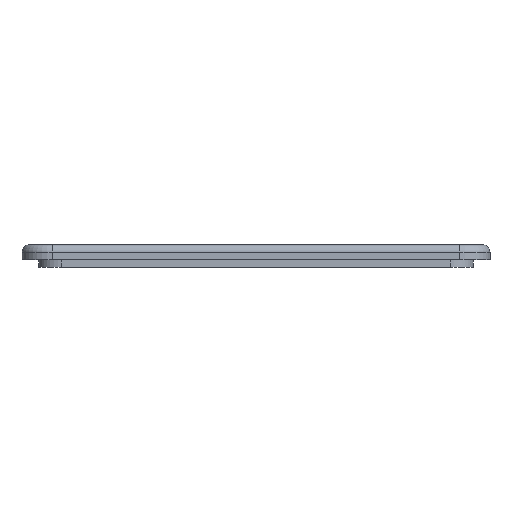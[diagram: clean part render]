
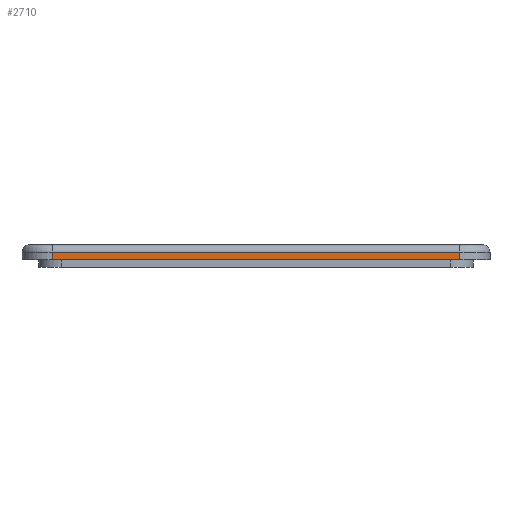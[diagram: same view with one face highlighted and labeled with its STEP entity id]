
A CAD part, front view. The second image highlights one B-rep face of the part: STEP entity #2710.
In plain terms, the highlighted planar face has unit normal (0, -1, 0).
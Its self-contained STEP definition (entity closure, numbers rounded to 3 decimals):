
#102 = PLANE('',#103);
#103 = AXIS2_PLACEMENT_3D('',#104,#105,#106);
#104 = CARTESIAN_POINT('',(31.,56.,-2.));
#105 = DIRECTION('',(0.,0.,1.));
#106 = DIRECTION('',(1.,0.,0.));
#293 = CYLINDRICAL_SURFACE('',#294,4.);
#294 = AXIS2_PLACEMENT_3D('',#295,#296,#297);
#295 = CARTESIAN_POINT('',(58.,4.,0.));
#296 = DIRECTION('',(0.,0.,1.));
#297 = DIRECTION('',(1.,0.,0.));
#311 = VERTEX_POINT('',#312);
#312 = CARTESIAN_POINT('',(4.,0.,-2.));
#327 = CYLINDRICAL_SURFACE('',#328,4.);
#328 = AXIS2_PLACEMENT_3D('',#329,#330,#331);
#329 = CARTESIAN_POINT('',(4.,4.,0.));
#330 = DIRECTION('',(0.,0.,1.));
#331 = DIRECTION('',(1.,0.,0.));
#420 = VERTEX_POINT('',#421);
#421 = CARTESIAN_POINT('',(58.,0.,-2.));
#443 = EDGE_CURVE('',#420,#311,#444,.T.);
#444 = SURFACE_CURVE('',#445,(#449,#456),.PCURVE_S1.);
#445 = LINE('',#446,#447);
#446 = CARTESIAN_POINT('',(61.5,0.,-2.));
#447 = VECTOR('',#448,1.);
#448 = DIRECTION('',(-1.,0.,0.));
#449 = PCURVE('',#102,#450);
#450 = DEFINITIONAL_REPRESENTATION('',(#451),#455);
#451 = LINE('',#452,#453);
#452 = CARTESIAN_POINT('',(30.5,-56.));
#453 = VECTOR('',#454,1.);
#454 = DIRECTION('',(-1.,0.));
#455 = ( GEOMETRIC_REPRESENTATION_CONTEXT(2) 
PARAMETRIC_REPRESENTATION_CONTEXT() REPRESENTATION_CONTEXT('2D SPACE',''
  ) );
#456 = PCURVE('',#457,#462);
#457 = PLANE('',#458);
#458 = AXIS2_PLACEMENT_3D('',#459,#460,#461);
#459 = CARTESIAN_POINT('',(58.,0.,0.));
#460 = DIRECTION('',(0.,1.,0.));
#461 = DIRECTION('',(-1.,0.,0.));
#462 = DEFINITIONAL_REPRESENTATION('',(#463),#467);
#463 = LINE('',#464,#465);
#464 = CARTESIAN_POINT('',(-3.5,-2.));
#465 = VECTOR('',#466,1.);
#466 = DIRECTION('',(1.,0.));
#467 = ( GEOMETRIC_REPRESENTATION_CONTEXT(2) 
PARAMETRIC_REPRESENTATION_CONTEXT() REPRESENTATION_CONTEXT('2D SPACE',''
  ) );
#911 = CYLINDRICAL_SURFACE('',#912,0.999);
#912 = AXIS2_PLACEMENT_3D('',#913,#914,#915);
#913 = CARTESIAN_POINT('',(58.,0.999,-0.999));
#914 = DIRECTION('',(-1.,0.,0.));
#915 = DIRECTION('',(0.,-1.,0.));
#2593 = VERTEX_POINT('',#2594);
#2594 = CARTESIAN_POINT('',(58.,0.,-0.999));
#2618 = EDGE_CURVE('',#2593,#420,#2619,.T.);
#2619 = SURFACE_CURVE('',#2620,(#2624,#2631),.PCURVE_S1.);
#2620 = LINE('',#2621,#2622);
#2621 = CARTESIAN_POINT('',(58.,0.,0.));
#2622 = VECTOR('',#2623,1.);
#2623 = DIRECTION('',(0.,0.,-1.));
#2624 = PCURVE('',#293,#2625);
#2625 = DEFINITIONAL_REPRESENTATION('',(#2626),#2630);
#2626 = LINE('',#2627,#2628);
#2627 = CARTESIAN_POINT('',(-1.571,0.));
#2628 = VECTOR('',#2629,1.);
#2629 = DIRECTION('',(0.,-1.));
#2630 = ( GEOMETRIC_REPRESENTATION_CONTEXT(2) 
PARAMETRIC_REPRESENTATION_CONTEXT() REPRESENTATION_CONTEXT('2D SPACE',''
  ) );
#2631 = PCURVE('',#457,#2632);
#2632 = DEFINITIONAL_REPRESENTATION('',(#2633),#2637);
#2633 = LINE('',#2634,#2635);
#2634 = CARTESIAN_POINT('',(0.,0.));
#2635 = VECTOR('',#2636,1.);
#2636 = DIRECTION('',(0.,-1.));
#2637 = ( GEOMETRIC_REPRESENTATION_CONTEXT(2) 
PARAMETRIC_REPRESENTATION_CONTEXT() REPRESENTATION_CONTEXT('2D SPACE',''
  ) );
#2643 = VERTEX_POINT('',#2644);
#2644 = CARTESIAN_POINT('',(4.,0.,-0.999));
#2668 = EDGE_CURVE('',#2643,#311,#2669,.T.);
#2669 = SURFACE_CURVE('',#2670,(#2674,#2681),.PCURVE_S1.);
#2670 = LINE('',#2671,#2672);
#2671 = CARTESIAN_POINT('',(4.,0.,0.));
#2672 = VECTOR('',#2673,1.);
#2673 = DIRECTION('',(0.,0.,-1.));
#2674 = PCURVE('',#327,#2675);
#2675 = DEFINITIONAL_REPRESENTATION('',(#2676),#2680);
#2676 = LINE('',#2677,#2678);
#2677 = CARTESIAN_POINT('',(-1.571,0.));
#2678 = VECTOR('',#2679,1.);
#2679 = DIRECTION('',(0.,-1.));
#2680 = ( GEOMETRIC_REPRESENTATION_CONTEXT(2) 
PARAMETRIC_REPRESENTATION_CONTEXT() REPRESENTATION_CONTEXT('2D SPACE',''
  ) );
#2681 = PCURVE('',#457,#2682);
#2682 = DEFINITIONAL_REPRESENTATION('',(#2683),#2687);
#2683 = LINE('',#2684,#2685);
#2684 = CARTESIAN_POINT('',(54.,0.));
#2685 = VECTOR('',#2686,1.);
#2686 = DIRECTION('',(0.,-1.));
#2687 = ( GEOMETRIC_REPRESENTATION_CONTEXT(2) 
PARAMETRIC_REPRESENTATION_CONTEXT() REPRESENTATION_CONTEXT('2D SPACE',''
  ) );
#2710 = ADVANCED_FACE('',(#2711),#457,.F.);
#2711 = FACE_BOUND('',#2712,.F.);
#2712 = EDGE_LOOP('',(#2713,#2734,#2735,#2736));
#2713 = ORIENTED_EDGE('',*,*,#2714,.F.);
#2714 = EDGE_CURVE('',#2593,#2643,#2715,.T.);
#2715 = SURFACE_CURVE('',#2716,(#2720,#2727),.PCURVE_S1.);
#2716 = LINE('',#2717,#2718);
#2717 = CARTESIAN_POINT('',(58.,0.,-0.999));
#2718 = VECTOR('',#2719,1.);
#2719 = DIRECTION('',(-1.,0.,0.));
#2720 = PCURVE('',#457,#2721);
#2721 = DEFINITIONAL_REPRESENTATION('',(#2722),#2726);
#2722 = LINE('',#2723,#2724);
#2723 = CARTESIAN_POINT('',(0.,-0.999));
#2724 = VECTOR('',#2725,1.);
#2725 = DIRECTION('',(1.,0.));
#2726 = ( GEOMETRIC_REPRESENTATION_CONTEXT(2) 
PARAMETRIC_REPRESENTATION_CONTEXT() REPRESENTATION_CONTEXT('2D SPACE',''
  ) );
#2727 = PCURVE('',#911,#2728);
#2728 = DEFINITIONAL_REPRESENTATION('',(#2729),#2733);
#2729 = LINE('',#2730,#2731);
#2730 = CARTESIAN_POINT('',(0.,0.));
#2731 = VECTOR('',#2732,1.);
#2732 = DIRECTION('',(0.,1.));
#2733 = ( GEOMETRIC_REPRESENTATION_CONTEXT(2) 
PARAMETRIC_REPRESENTATION_CONTEXT() REPRESENTATION_CONTEXT('2D SPACE',''
  ) );
#2734 = ORIENTED_EDGE('',*,*,#2618,.T.);
#2735 = ORIENTED_EDGE('',*,*,#443,.T.);
#2736 = ORIENTED_EDGE('',*,*,#2668,.F.);
